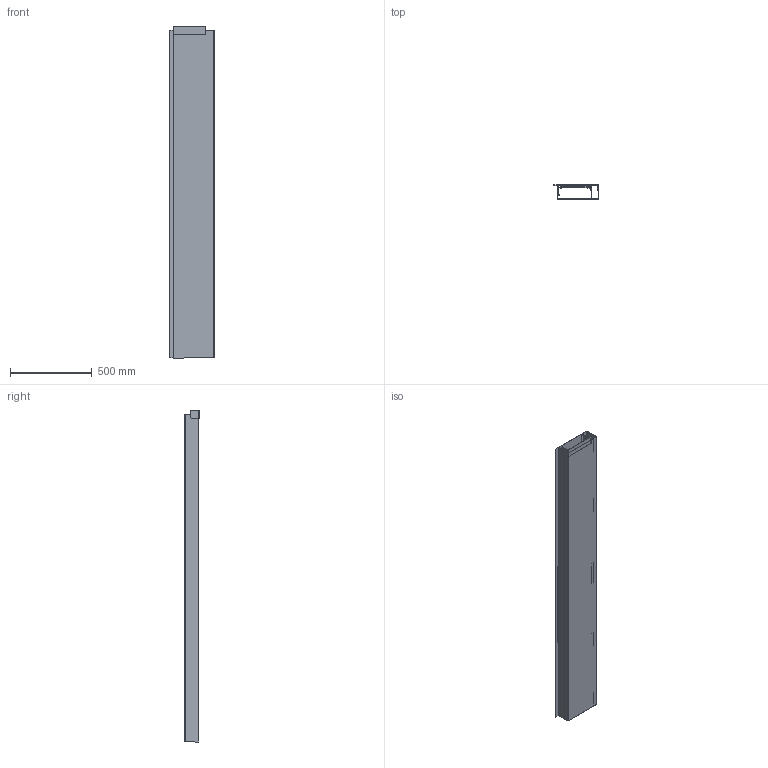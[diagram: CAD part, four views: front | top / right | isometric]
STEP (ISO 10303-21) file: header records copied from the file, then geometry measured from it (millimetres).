
FILE_DESCRIPTION (( 'STEP AP214' ), '1' );
FILE_NAME ('039579.stp', '2016-04-27T12:19:14', ( '' ), ( '' ), 'SwSTEP 2.0', 'SolidWorks 2014', '' );
FILE_SCHEMA (( 'AUTOMOTIVE_DESIGN' ));
Length unit declared in the file: millimetre
Products named in the file (18): 022740T1_Standard; 022807_Standard; 022799_Standard; 023021_Standard; 039560_Standard; 022801_Standard; 022740_Standard; 023020_Standard; 039579; 022800_Standard; 022805_Standard; P_30700584_1_Standard; 022802_Standard; 039562_Standard; 022804_Standard; 022823_Standard; 022739_Standard; 022779_Standard
Assembly tree (22 placements, depth 3):
  039579
    022740_Standard
      022740T1_Standard
    022739_Standard
    022779_Standard
    022804_Standard  x4
      022801_Standard
      022799_Standard
    022823_Standard  x2
      022807_Standard
      P_30700584_1_Standard
    022805_Standard
      022802_Standard
      022800_Standard
    039562_Standard  x2
      039560_Standard
    023021_Standard
      023020_Standard
Bounding box: 273 x 87 x 2025.25 mm (x, y, z)
Volume: 4046300.3 mm3; surface area: 3541455.4 mm2
Topology: 20 solids, 20 shells, 288 faces, 616 edges, 368 vertices
Faces by surface type: plane 256, cylinder 32
Entity records: 5460 total; most frequent: DIRECTION 796, CARTESIAN_POINT 769, ORIENTED_EDGE 716, EDGE_CURVE 358, LINE 318, VECTOR 318, AXIS2_PLACEMENT_3D 239, VERTEX_POINT 212
